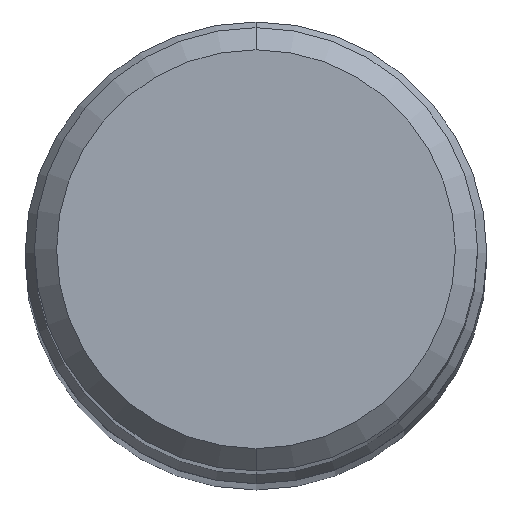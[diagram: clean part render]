
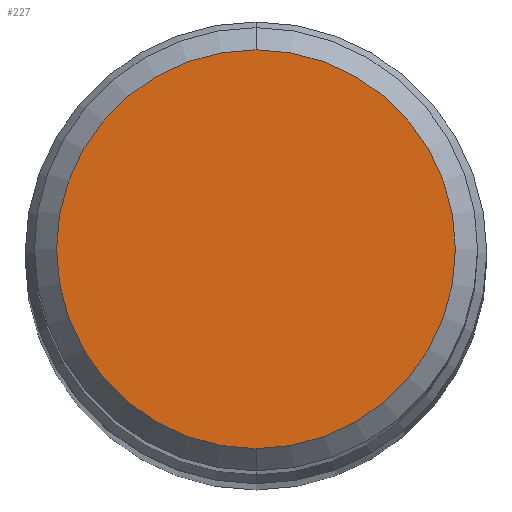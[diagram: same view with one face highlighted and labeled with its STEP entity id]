
A CAD part, top view. The second image highlights one B-rep face of the part: STEP entity #227.
In plain terms, the highlighted planar face has unit normal (0, 0, 1).
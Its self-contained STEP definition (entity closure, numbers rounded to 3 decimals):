
#183=VERTEX_POINT('',#475);
#227=ADVANCED_FACE('',(#523),#524,.T.);
#271=VERTEX_POINT('',#575);
#345=EDGE_CURVE('',#271,#183,#657,.T.);
#423=EDGE_CURVE('',#183,#271,#741,.T.);
#475=CARTESIAN_POINT('',(0.,-5.4,54.567));
#523=FACE_OUTER_BOUND('',#942,.T.);
#524=PLANE('',#943);
#575=CARTESIAN_POINT('',(0.0,5.4,54.567));
#657=CIRCLE('',#1254,5.4);
#741=CIRCLE('',#1391,5.4);
#942=EDGE_LOOP('',(#1473,#1474));
#943=AXIS2_PLACEMENT_3D('',#1475,#1476,#1477);
#1254=AXIS2_PLACEMENT_3D('',#1642,#1643,#1644);
#1391=AXIS2_PLACEMENT_3D('',#1734,#1735,#1736);
#1473=ORIENTED_EDGE('',*,*,#345,.F.);
#1474=ORIENTED_EDGE('',*,*,#423,.F.);
#1475=CARTESIAN_POINT('',(0.0,2.7,54.567));
#1476=DIRECTION('',(-0.0,0.0,1.0));
#1477=DIRECTION('',(0.0,-1.0,0.0));
#1642=CARTESIAN_POINT('',(0.0,0.0,54.567));
#1643=DIRECTION('',(0.0,0.0,-1.0));
#1644=DIRECTION('',(0.0,1.0,0.0));
#1734=CARTESIAN_POINT('',(0.0,0.0,54.567));
#1735=DIRECTION('',(0.0,0.0,-1.0));
#1736=DIRECTION('',(0.0,1.0,0.0));
